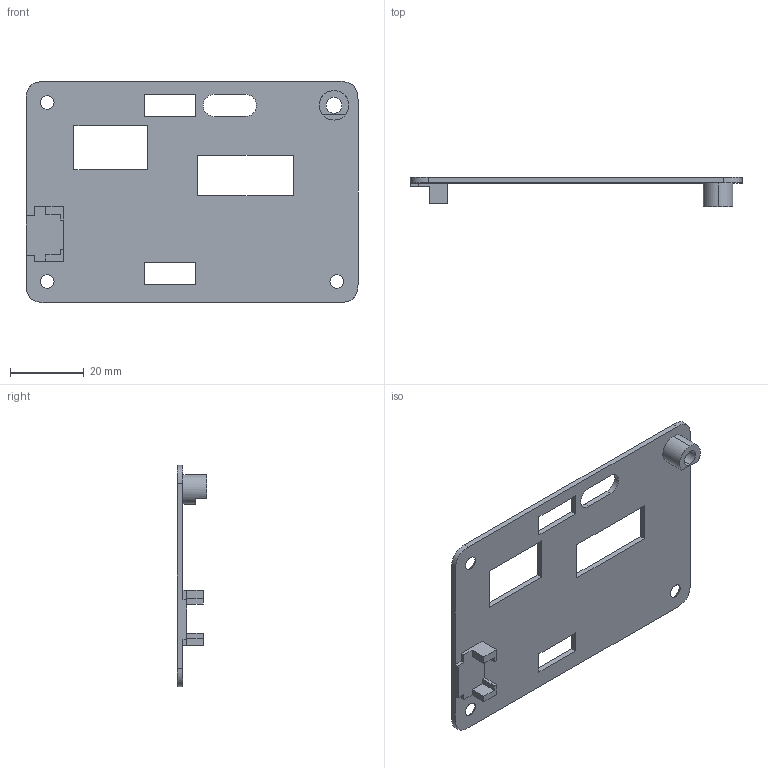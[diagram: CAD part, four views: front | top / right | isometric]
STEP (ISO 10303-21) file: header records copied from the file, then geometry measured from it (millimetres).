
FILE_DESCRIPTION (( 'STEP AP203' ), '1' );
FILE_NAME ('Couvercle.STEP', '2025-04-26T11:42:41', ( '' ), ( '' ), 'SwSTEP 2.0', 'SolidWorks 2022', '' );
FILE_SCHEMA (( 'CONFIG_CONTROL_DESIGN' ));
Length unit declared in the file: millimetre
Products named in the file (1): Couvercle
Bounding box: 90 x 7.9 x 60 mm (x, y, z)
Volume: 7244.8 mm3; surface area: 10441.2 mm2
Topology: 1 solids, 1 shells, 62 faces, 177 edges, 118 vertices
Faces by surface type: plane 45, cylinder 7, cone 6, bspline 4
Entity records: 2170 total; most frequent: CARTESIAN_POINT 450, ORIENTED_EDGE 354, DIRECTION 307, EDGE_CURVE 177, VECTOR 133, LINE 133, VERTEX_POINT 118, AXIS2_PLACEMENT_3D 87
